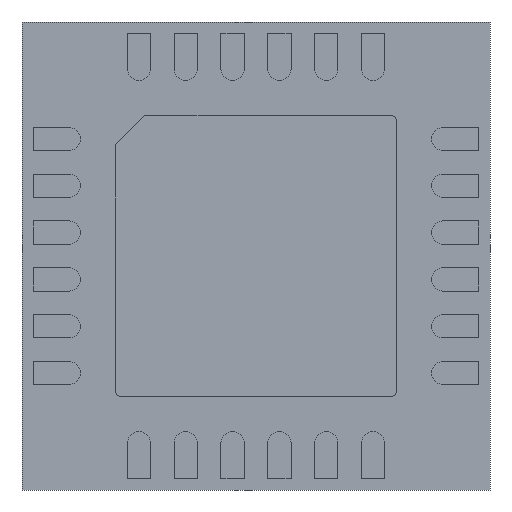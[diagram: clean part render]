
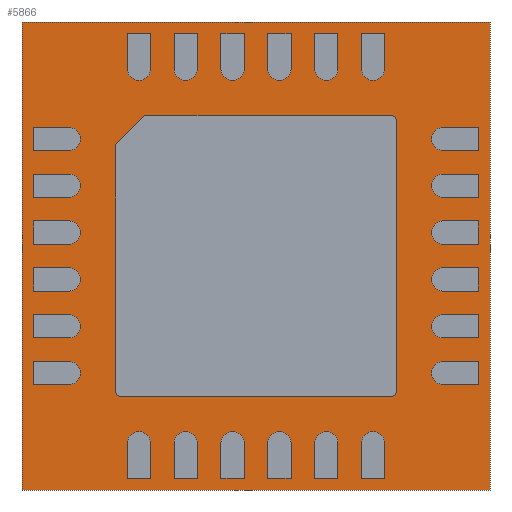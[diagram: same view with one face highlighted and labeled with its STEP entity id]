
A CAD part, front view. The second image highlights one B-rep face of the part: STEP entity #5866.
In plain terms, the highlighted planar face has unit normal (0, -1, 0).
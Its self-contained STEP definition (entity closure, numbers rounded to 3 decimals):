
#5640 = CARTESIAN_POINT ( 'NONE',  ( -4., 0.05, -4. ) ) ;
#5641 = VERTEX_POINT ( 'NONE', #5640 ) ;
#5642 = CARTESIAN_POINT ( 'NONE',  ( -4., 0.05, 4. ) ) ;
#5643 = VERTEX_POINT ( 'NONE', #5642 ) ;
#5644 = CARTESIAN_POINT ( 'NONE',  ( -4., 0.05, 4. ) ) ;
#5645 = DIRECTION ( 'NONE',  ( 0., 0., 1. ) ) ;
#5646 = VECTOR ( 'NONE', #5645, 1000. ) ;
#5647 = LINE ( 'NONE', #5644, #5646 ) ;
#5648 = EDGE_CURVE ( 'NONE', #5641, #5643, #5647, .T. ) ;
#5680 = CARTESIAN_POINT ( 'NONE',  ( 4., 0.05, 4. ) ) ;
#5681 = VERTEX_POINT ( 'NONE', #5680 ) ;
#5682 = CARTESIAN_POINT ( 'NONE',  ( 4., 0.05, 4. ) ) ;
#5683 = DIRECTION ( 'NONE',  ( 1., 0., 0. ) ) ;
#5684 = VECTOR ( 'NONE', #5683, 1000. ) ;
#5685 = LINE ( 'NONE', #5682, #5684 ) ;
#5686 = EDGE_CURVE ( 'NONE', #5643, #5681, #5685, .T. ) ;
#5711 = CARTESIAN_POINT ( 'NONE',  ( 4., 0.05, -4. ) ) ;
#5712 = VERTEX_POINT ( 'NONE', #5711 ) ;
#5713 = CARTESIAN_POINT ( 'NONE',  ( 4., 0.05, 4. ) ) ;
#5714 = DIRECTION ( 'NONE',  ( 0., 0., -1. ) ) ;
#5715 = VECTOR ( 'NONE', #5714, 1000. ) ;
#5716 = LINE ( 'NONE', #5713, #5715 ) ;
#5717 = EDGE_CURVE ( 'NONE', #5681, #5712, #5716, .T. ) ;
#5742 = CARTESIAN_POINT ( 'NONE',  ( 4., 0.05, -4. ) ) ;
#5743 = DIRECTION ( 'NONE',  ( -1., 0., 0. ) ) ;
#5744 = VECTOR ( 'NONE', #5743, 1000. ) ;
#5745 = LINE ( 'NONE', #5742, #5744 ) ;
#5746 = EDGE_CURVE ( 'NONE', #5712, #5641, #5745, .T. ) ;
#5786 = CARTESIAN_POINT ( 'NONE',  ( 2.4, 0.05, -2.3 ) ) ;
#5787 = VERTEX_POINT ( 'NONE', #5786 ) ;
#5788 = CARTESIAN_POINT ( 'NONE',  ( 2.4, 0.05, 2.3 ) ) ;
#5789 = VERTEX_POINT ( 'NONE', #5788 ) ;
#5790 = CARTESIAN_POINT ( 'NONE',  ( 2.4, 0.05, -2.4 ) ) ;
#5791 = DIRECTION ( 'NONE',  ( 0., 0., 1. ) ) ;
#5792 = VECTOR ( 'NONE', #5791, 1000. ) ;
#5793 = LINE ( 'NONE', #5790, #5792 ) ;
#5794 = EDGE_CURVE ( 'NONE', #5787, #5789, #5793, .T. ) ;
#5795 = ORIENTED_EDGE ( 'NONE', *, *, #5794, .F. ) ;
#5796 = CARTESIAN_POINT ( 'NONE',  ( 2.3, 0.05, -2.4 ) ) ;
#5797 = VERTEX_POINT ( 'NONE', #5796 ) ;
#5798 = CARTESIAN_POINT ( 'NONE',  ( 2.3, 0.05, -2.3 ) ) ;
#5799 = DIRECTION ( 'NONE',  ( 0., 1., 0. ) ) ;
#5800 = DIRECTION ( 'NONE',  ( 0., 0., -1. ) ) ;
#5801 = AXIS2_PLACEMENT_3D ( 'NONE', #5798, #5799, #5800 ) ;
#5802 = CIRCLE ( 'NONE', #5801, 0.1) ;
#5803 = EDGE_CURVE ( 'NONE', #5787, #5797, #5802, .T. ) ;
#5804 = ORIENTED_EDGE ( 'NONE', *, *, #5803, .T. ) ;
#5805 = CARTESIAN_POINT ( 'NONE',  ( -2.3, 0.05, -2.4 ) ) ;
#5806 = VERTEX_POINT ( 'NONE', #5805 ) ;
#5807 = CARTESIAN_POINT ( 'NONE',  ( -2.4, 0.05, -2.4 ) ) ;
#5808 = DIRECTION ( 'NONE',  ( 1., 0., 0. ) ) ;
#5809 = VECTOR ( 'NONE', #5808, 1000. ) ;
#5810 = LINE ( 'NONE', #5807, #5809 ) ;
#5811 = EDGE_CURVE ( 'NONE', #5806, #5797, #5810, .T. ) ;
#5812 = ORIENTED_EDGE ( 'NONE', *, *, #5811, .F. ) ;
#5813 = CARTESIAN_POINT ( 'NONE',  ( -2.4, 0.05, -2.3 ) ) ;
#5814 = VERTEX_POINT ( 'NONE', #5813 ) ;
#5815 = CARTESIAN_POINT ( 'NONE',  ( -2.3, 0.05, -2.3 ) ) ;
#5816 = DIRECTION ( 'NONE',  ( 0., 1., 0. ) ) ;
#5817 = DIRECTION ( 'NONE',  ( 0., 0., -1. ) ) ;
#5818 = AXIS2_PLACEMENT_3D ( 'NONE', #5815, #5816, #5817 ) ;
#5819 = CIRCLE ( 'NONE', #5818, 0.1) ;
#5820 = EDGE_CURVE ( 'NONE', #5806, #5814, #5819, .T. ) ;
#5821 = ORIENTED_EDGE ( 'NONE', *, *, #5820, .T. ) ;
#5822 = CARTESIAN_POINT ( 'NONE',  ( -2.4, 0.05, 1.9 ) ) ;
#5823 = VERTEX_POINT ( 'NONE', #5822 ) ;
#5824 = CARTESIAN_POINT ( 'NONE',  ( -2.4, 0.05, -2.4 ) ) ;
#5825 = DIRECTION ( 'NONE',  ( 0., 0., -1. ) ) ;
#5826 = VECTOR ( 'NONE', #5825, 1000. ) ;
#5827 = LINE ( 'NONE', #5824, #5826 ) ;
#5828 = EDGE_CURVE ( 'NONE', #5823, #5814, #5827, .T. ) ;
#5829 = ORIENTED_EDGE ( 'NONE', *, *, #5828, .F. ) ;
#5830 = CARTESIAN_POINT ( 'NONE',  ( -1.9, 0.05, 2.4 ) ) ;
#5831 = VERTEX_POINT ( 'NONE', #5830 ) ;
#5832 = CARTESIAN_POINT ( 'NONE',  ( -2.4, 0.05, 1.9 ) ) ;
#5833 = DIRECTION ( 'NONE',  ( 0.707, 0., 0.707 ) ) ;
#5834 = VECTOR ( 'NONE', #5833, 1000. ) ;
#5835 = LINE ( 'NONE', #5832, #5834 ) ;
#5836 = EDGE_CURVE ( 'NONE', #5823, #5831, #5835, .T. ) ;
#5837 = ORIENTED_EDGE ( 'NONE', *, *, #5836, .T. ) ;
#5838 = CARTESIAN_POINT ( 'NONE',  ( 2.3, 0.05, 2.4 ) ) ;
#5839 = VERTEX_POINT ( 'NONE', #5838 ) ;
#5840 = CARTESIAN_POINT ( 'NONE',  ( -2.4, 0.05, 2.4 ) ) ;
#5841 = DIRECTION ( 'NONE',  ( -1., 0., 0. ) ) ;
#5842 = VECTOR ( 'NONE', #5841, 1000. ) ;
#5843 = LINE ( 'NONE', #5840, #5842 ) ;
#5844 = EDGE_CURVE ( 'NONE', #5839, #5831, #5843, .T. ) ;
#5845 = ORIENTED_EDGE ( 'NONE', *, *, #5844, .F. ) ;
#5846 = CARTESIAN_POINT ( 'NONE',  ( 2.3, 0.05, 2.3 ) ) ;
#5847 = DIRECTION ( 'NONE',  ( 0., 1., 0. ) ) ;
#5848 = DIRECTION ( 'NONE',  ( 0., 0., -1. ) ) ;
#5849 = AXIS2_PLACEMENT_3D ( 'NONE', #5846, #5847, #5848 ) ;
#5850 = CIRCLE ( 'NONE', #5849, 0.1) ;
#5851 = EDGE_CURVE ( 'NONE', #5839, #5789, #5850, .T. ) ;
#5852 = ORIENTED_EDGE ( 'NONE', *, *, #5851, .T. ) ;
#5853 = EDGE_LOOP ( 'NONE', ( #5795, #5804, #5812, #5821, #5829, #5837, #5845, #5852 ) ) ;
#5854 = FACE_BOUND ( 'NONE', #5853, .T. ) ;
#5855 = ORIENTED_EDGE ( 'NONE', *, *, #5648, .F. ) ;
#5856 = ORIENTED_EDGE ( 'NONE', *, *, #5746, .F. ) ;
#5857 = ORIENTED_EDGE ( 'NONE', *, *, #5717, .F. ) ;
#5858 = ORIENTED_EDGE ( 'NONE', *, *, #5686, .F. ) ;
#5859 = EDGE_LOOP ( 'NONE', ( #5855, #5856, #5857, #5858 ) ) ;
#5860 = FACE_OUTER_BOUND ( 'NONE', #5859, .T. ) ;
#5861 = CARTESIAN_POINT ( 'NONE',  ( 0., 0.05, 0. ) ) ;
#5862 = DIRECTION ( 'NONE',  ( 0., 1., 0. ) ) ;
#5863 = DIRECTION ( 'NONE',  ( 0., 0., 1. ) ) ;
#5864 = AXIS2_PLACEMENT_3D ( 'NONE', #5861, #5862, #5863 ) ;
#5865 = PLANE ( 'NONE', #5864 ) ;
#5866 = ADVANCED_FACE ( 'NONE', ( #5854, #5860 ), #5865, .F. ) ;
